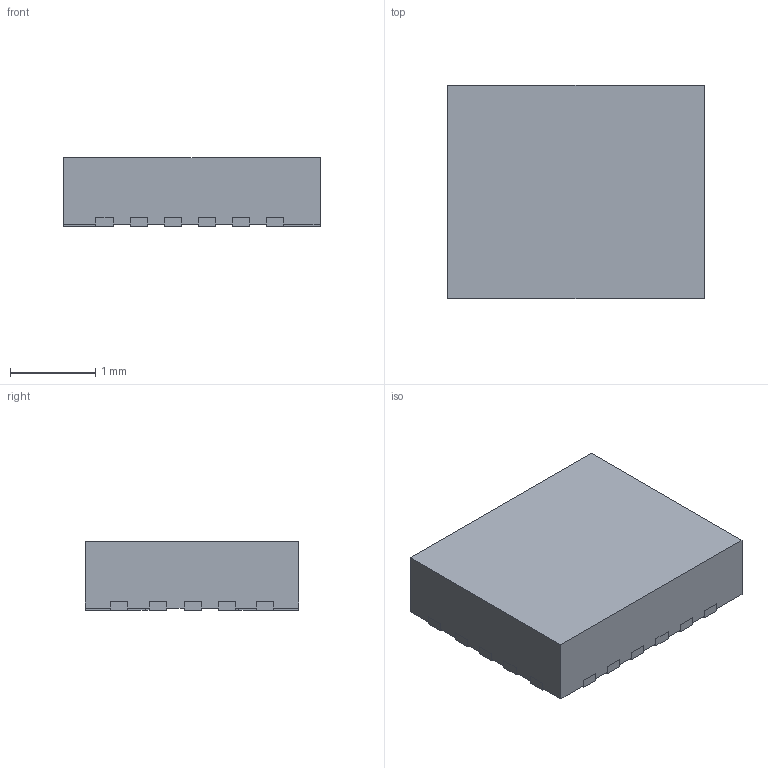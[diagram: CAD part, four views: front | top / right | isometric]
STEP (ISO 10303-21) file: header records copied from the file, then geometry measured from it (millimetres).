
FILE_DESCRIPTION((''),'2;1');
FILE_NAME('RYK0018A_ASM','2021-02-03T13:45:01',('a0412086'),(''),'CREO PARAMETRIC BY PTC INC, 2018500','CREO PARAMETRIC BY PTC INC, 2018500','');
FILE_SCHEMA(('CONFIG_CONTROL_DESIGN','SHAPE_APPEARANCE_LAYERS_GROUPS'));
Length unit declared in the file: millimetre
Products named in the file (3): FRAME; MOLD; RYK0018A_ASM
Assembly tree (2 placements, depth 2):
  RYK0018A_ASM
    FRAME
    MOLD
Bounding box: 3 x 2.5 x 0.8 mm (x, y, z)
Volume: 5.9 mm3; surface area: 32.2 mm2
Topology: 19 solids, 19 shells, 204 faces, 498 edges, 332 vertices
Faces by surface type: plane 176, cylinder 28
Entity records: 7794 total; most frequent: CARTESIAN_POINT 1039, ORIENTED_EDGE 996, DIRECTION 972, PRESENTATION_STYLE_ASSIGNMENT 539, STYLED_ITEM 517, CURVE_STYLE 498, EDGE_CURVE 498, VECTOR 442
